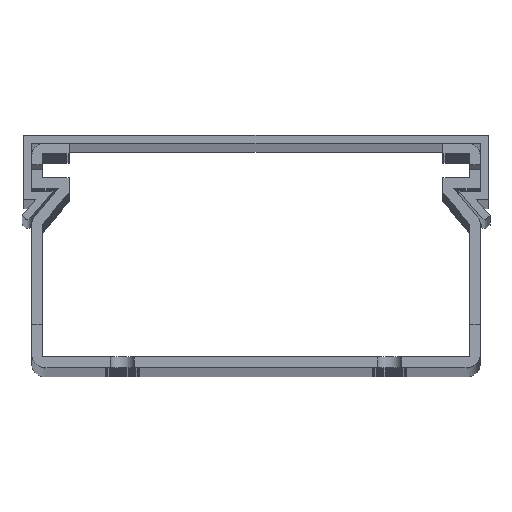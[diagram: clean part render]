
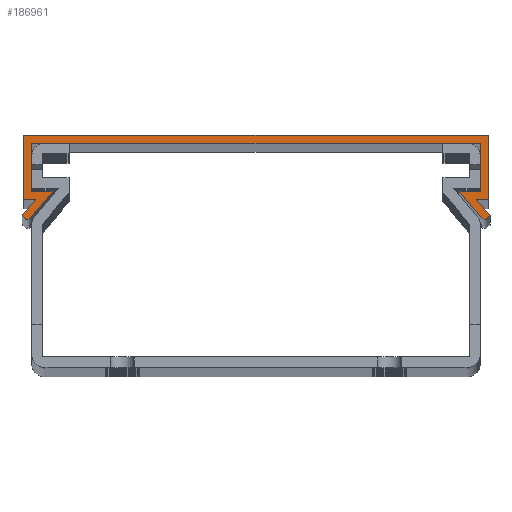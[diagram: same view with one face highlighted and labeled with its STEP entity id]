
A CAD part, top view. The second image highlights one B-rep face of the part: STEP entity #186961.
In plain terms, the highlighted planar face has unit normal (0, 0, 1).
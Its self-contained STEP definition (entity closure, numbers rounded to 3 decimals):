
#738 = VERTEX_POINT ( 'NONE', #14411 ) ;
#940 = VERTEX_POINT ( 'NONE', #54573 ) ;
#1140 = ORIENTED_EDGE ( 'NONE', *, *, #164768, .T. ) ;
#1774 = CARTESIAN_POINT ( 'NONE',  ( 0., 0., 1000. ) ) ;
#2724 = DIRECTION ( 'NONE',  ( -1., 0., 0. ) ) ;
#3076 = VECTOR ( 'NONE', #35482, 1000. ) ;
#3618 = ORIENTED_EDGE ( 'NONE', *, *, #17214, .F. ) ;
#4334 = LINE ( 'NONE', #62990, #181610 ) ;
#4350 = AXIS2_PLACEMENT_3D ( 'NONE', #56572, #83604, #170235 ) ;
#4873 = DIRECTION ( 'NONE',  ( -1., 0., 0. ) ) ;
#6553 = AXIS2_PLACEMENT_3D ( 'NONE', #169003, #51519, #123837 ) ;
#9705 = ORIENTED_EDGE ( 'NONE', *, *, #173027, .T. ) ;
#12031 = LINE ( 'NONE', #172789, #115982 ) ;
#14089 = DIRECTION ( 'NONE',  ( 0., 0., -1. ) ) ;
#14411 = CARTESIAN_POINT ( 'NONE',  ( -43.5, -12., 1000. ) ) ;
#14724 = VECTOR ( 'NONE', #134905, 1000. ) ;
#16177 = LINE ( 'NONE', #1774, #164393 ) ;
#16845 = ORIENTED_EDGE ( 'NONE', *, *, #32432, .F. ) ;
#17214 = EDGE_CURVE ( 'NONE', #157305, #149704, #12031, .T. ) ;
#18371 = LINE ( 'NONE', #77974, #19585 ) ;
#19585 = VECTOR ( 'NONE', #4873, 1000. ) ;
#21037 = CARTESIAN_POINT ( 'NONE',  ( -43.803, -15.082, 1000. ) ) ;
#21192 = CARTESIAN_POINT ( 'NONE',  ( 41.217, -12., 1000. ) ) ;
#21465 = CARTESIAN_POINT ( 'NONE',  ( 43.5, -12., 1000. ) ) ;
#22804 = LINE ( 'NONE', #155558, #174628 ) ;
#23665 = EDGE_CURVE ( 'NONE', #39007, #125127, #22804, .T. ) ;
#24107 = VERTEX_POINT ( 'NONE', #69476 ) ;
#24542 = CARTESIAN_POINT ( 'NONE',  ( -43.5, 0., 1000. ) ) ;
#29706 = VERTEX_POINT ( 'NONE', #21037 ) ;
#31538 = DIRECTION ( 'NONE',  ( 1., 0., 0. ) ) ;
#32432 = EDGE_CURVE ( 'NONE', #138366, #74873, #145342, .T. ) ;
#35482 = DIRECTION ( 'NONE',  ( 0.766, -0.643, 0. ) ) ;
#35608 = VERTEX_POINT ( 'NONE', #85992 ) ;
#37222 = EDGE_CURVE ( 'NONE', #138366, #167961, #16177, .T. ) ;
#39007 = VERTEX_POINT ( 'NONE', #63922 ) ;
#39647 = VECTOR ( 'NONE', #120984, 1000. ) ;
#49370 = EDGE_CURVE ( 'NONE', #115520, #35608, #127379, .T. ) ;
#51519 = DIRECTION ( 'NONE',  ( 0., 0., 1. ) ) ;
#52590 = CARTESIAN_POINT ( 'NONE',  ( -42., -10.5, 1000. ) ) ;
#54573 = CARTESIAN_POINT ( 'NONE',  ( 42., -1.5, 1000. ) ) ;
#56190 = ORIENTED_EDGE ( 'NONE', *, *, #136513, .F. ) ;
#56572 = CARTESIAN_POINT ( 'NONE',  ( -42.747, -14.99, 1000. ) ) ;
#58152 = EDGE_CURVE ( 'NONE', #738, #148826, #119152, .T. ) ;
#58195 = LINE ( 'NONE', #129567, #88928 ) ;
#58347 = DIRECTION ( 'NONE',  ( -1., 0., 0. ) ) ;
#58454 = LINE ( 'NONE', #117233, #59149 ) ;
#59149 = VECTOR ( 'NONE', #106591, 1000. ) ;
#61246 = CARTESIAN_POINT ( 'NONE',  ( 42.172, -15.472, 1000. ) ) ;
#62990 = CARTESIAN_POINT ( 'NONE',  ( -42., -10.5, 1000. ) ) ;
#63819 = DIRECTION ( 'NONE',  ( -1., 0., 0. ) ) ;
#63922 = CARTESIAN_POINT ( 'NONE',  ( 38., -10.5, 1000. ) ) ;
#64997 = EDGE_CURVE ( 'NONE', #111664, #77651, #4334, .T. ) ;
#68190 = CARTESIAN_POINT ( 'NONE',  ( 43.229, -15.565, 1000. ) ) ;
#69476 = CARTESIAN_POINT ( 'NONE',  ( 42.172, -15.472, 1000. ) ) ;
#71095 = ORIENTED_EDGE ( 'NONE', *, *, #49370, .T. ) ;
#73429 = VERTEX_POINT ( 'NONE', #86185 ) ;
#74873 = VERTEX_POINT ( 'NONE', #122031 ) ;
#75154 = VECTOR ( 'NONE', #31538, 1000. ) ;
#75938 = CARTESIAN_POINT ( 'NONE',  ( -43.803, -15.082, 1000. ) ) ;
#76163 = LINE ( 'NONE', #107962, #14724 ) ;
#77651 = VERTEX_POINT ( 'NONE', #131527 ) ;
#77974 = CARTESIAN_POINT ( 'NONE',  ( -38., -10.5, 1000. ) ) ;
#82459 = VECTOR ( 'NONE', #164340, 1000. ) ;
#83604 = DIRECTION ( 'NONE',  ( 0., 0., 1. ) ) ;
#85992 = CARTESIAN_POINT ( 'NONE',  ( -42.172, -15.472, 1000. ) ) ;
#86185 = CARTESIAN_POINT ( 'NONE',  ( 41.217, -12., 1000. ) ) ;
#87561 = CARTESIAN_POINT ( 'NONE',  ( 43.5, 0., 1000. ) ) ;
#87895 = EDGE_CURVE ( 'NONE', #29706, #115520, #104911, .T. ) ;
#88020 = ORIENTED_EDGE ( 'NONE', *, *, #145444, .T. ) ;
#88261 = LINE ( 'NONE', #61246, #182214 ) ;
#88928 = VECTOR ( 'NONE', #130487, 1000. ) ;
#89260 = FACE_OUTER_BOUND ( 'NONE', #149440, .T. ) ;
#102297 = ORIENTED_EDGE ( 'NONE', *, *, #64997, .T. ) ;
#103906 = CARTESIAN_POINT ( 'NONE',  ( -38., -10.5, 1000. ) ) ;
#104911 = LINE ( 'NONE', #75938, #3076 ) ;
#105307 = CARTESIAN_POINT ( 'NONE',  ( 43.5, 0., 1000. ) ) ;
#106591 = DIRECTION ( 'NONE',  ( 1., 0., 0. ) ) ;
#107910 = ORIENTED_EDGE ( 'NONE', *, *, #37222, .T. ) ;
#107962 = CARTESIAN_POINT ( 'NONE',  ( -43.5, 0., 1000. ) ) ;
#108077 = ORIENTED_EDGE ( 'NONE', *, *, #174640, .F. ) ;
#110210 = DIRECTION ( 'NONE',  ( 0., 1., 0. ) ) ;
#111664 = VERTEX_POINT ( 'NONE', #52590 ) ;
#113192 = DIRECTION ( 'NONE',  ( -0.766, -0.643, 0. ) ) ;
#114002 = EDGE_CURVE ( 'NONE', #35608, #188976, #119094, .T. ) ;
#115520 = VERTEX_POINT ( 'NONE', #122563 ) ;
#115982 = VECTOR ( 'NONE', #113192, 1000. ) ;
#116140 = VECTOR ( 'NONE', #189615, 1000. ) ;
#116246 = VECTOR ( 'NONE', #182865, 1000. ) ;
#117182 = DIRECTION ( 'NONE',  ( -0.643, 0.766, 0. ) ) ;
#117233 = CARTESIAN_POINT ( 'NONE',  ( -42., -1.5, 1000. ) ) ;
#117744 = EDGE_CURVE ( 'NONE', #73429, #157305, #183816, .T. ) ;
#118209 = CARTESIAN_POINT ( 'NONE',  ( -41.217, -12., 1000. ) ) ;
#119094 = LINE ( 'NONE', #177770, #39647 ) ;
#119152 = LINE ( 'NONE', #149824, #75154 ) ;
#120984 = DIRECTION ( 'NONE',  ( 0.643, 0.766, 0. ) ) ;
#122031 = CARTESIAN_POINT ( 'NONE',  ( 43.5, -12., 1000. ) ) ;
#122563 = CARTESIAN_POINT ( 'NONE',  ( -43.229, -15.565, 1000. ) ) ;
#123140 = CARTESIAN_POINT ( 'NONE',  ( -41.217, -12., 1000. ) ) ;
#123837 = DIRECTION ( 'NONE',  ( 1., 0., 0. ) ) ;
#125127 = VERTEX_POINT ( 'NONE', #181531 ) ;
#127379 = CIRCLE ( 'NONE', #4350, 0.75 ) ;
#129567 = CARTESIAN_POINT ( 'NONE',  ( 42., -10.5, 1000. ) ) ;
#130487 = DIRECTION ( 'NONE',  ( 0., 1., 0. ) ) ;
#131527 = CARTESIAN_POINT ( 'NONE',  ( -42., -1.5, 1000. ) ) ;
#132663 = ORIENTED_EDGE ( 'NONE', *, *, #23665, .F. ) ;
#134787 = VECTOR ( 'NONE', #63819, 1000. ) ;
#134905 = DIRECTION ( 'NONE',  ( 0., -1., 0. ) ) ;
#134980 = CIRCLE ( 'NONE', #190327, 0.75 ) ;
#136513 = EDGE_CURVE ( 'NONE', #24107, #39007, #88261, .T. ) ;
#138366 = VERTEX_POINT ( 'NONE', #105307 ) ;
#140869 = ORIENTED_EDGE ( 'NONE', *, *, #87895, .T. ) ;
#141131 = DIRECTION ( 'NONE',  ( 1., 0., 0. ) ) ;
#145342 = LINE ( 'NONE', #87561, #116140 ) ;
#145444 = EDGE_CURVE ( 'NONE', #77651, #940, #58454, .T. ) ;
#146929 = CARTESIAN_POINT ( 'NONE',  ( 42.747, -14.99, 1000. ) ) ;
#147278 = ORIENTED_EDGE ( 'NONE', *, *, #58152, .T. ) ;
#148826 = VERTEX_POINT ( 'NONE', #123140 ) ;
#149440 = EDGE_LOOP ( 'NONE', ( #88020, #108077, #132663, #56190, #175998, #3618, #150065, #174601, #16845, #107910, #9705, #147278, #179818, #140869, #71095, #162971, #1140, #102297 ) ) ;
#149704 = VERTEX_POINT ( 'NONE', #68190 ) ;
#149824 = CARTESIAN_POINT ( 'NONE',  ( -43.5, -12., 1000. ) ) ;
#150065 = ORIENTED_EDGE ( 'NONE', *, *, #117744, .F. ) ;
#153234 = LINE ( 'NONE', #21465, #134787 ) ;
#155558 = CARTESIAN_POINT ( 'NONE',  ( 38., -10.5, 1000. ) ) ;
#157305 = VERTEX_POINT ( 'NONE', #164479 ) ;
#159248 = EDGE_CURVE ( 'NONE', #74873, #73429, #153234, .T. ) ;
#160493 = PLANE ( 'NONE',  #6553 ) ;
#162971 = ORIENTED_EDGE ( 'NONE', *, *, #114002, .T. ) ;
#164340 = DIRECTION ( 'NONE',  ( -0.643, -0.766, 0. ) ) ;
#164393 = VECTOR ( 'NONE', #2724, 1000. ) ;
#164479 = CARTESIAN_POINT ( 'NONE',  ( 43.803, -15.082, 1000. ) ) ;
#164768 = EDGE_CURVE ( 'NONE', #188976, #111664, #18371, .T. ) ;
#167961 = VERTEX_POINT ( 'NONE', #24542 ) ;
#169003 = CARTESIAN_POINT ( 'NONE',  ( -42.747, -14.99, 1000. ) ) ;
#170235 = DIRECTION ( 'NONE',  ( 1., 0., 0. ) ) ;
#170522 = EDGE_CURVE ( 'NONE', #149704, #24107, #134980, .T. ) ;
#172789 = CARTESIAN_POINT ( 'NONE',  ( 43.803, -15.082, 1000. ) ) ;
#173027 = EDGE_CURVE ( 'NONE', #167961, #738, #76163, .T. ) ;
#174601 = ORIENTED_EDGE ( 'NONE', *, *, #159248, .F. ) ;
#174628 = VECTOR ( 'NONE', #141131, 1000. ) ;
#174640 = EDGE_CURVE ( 'NONE', #125127, #940, #58195, .T. ) ;
#175998 = ORIENTED_EDGE ( 'NONE', *, *, #170522, .F. ) ;
#176878 = LINE ( 'NONE', #118209, #82459 ) ;
#177770 = CARTESIAN_POINT ( 'NONE',  ( -42.172, -15.472, 1000. ) ) ;
#179818 = ORIENTED_EDGE ( 'NONE', *, *, #180466, .T. ) ;
#180466 = EDGE_CURVE ( 'NONE', #148826, #29706, #176878, .T. ) ;
#181531 = CARTESIAN_POINT ( 'NONE',  ( 42., -10.5, 1000. ) ) ;
#181610 = VECTOR ( 'NONE', #110210, 1000. ) ;
#182214 = VECTOR ( 'NONE', #117182, 1000. ) ;
#182865 = DIRECTION ( 'NONE',  ( 0.643, -0.766, 0. ) ) ;
#183816 = LINE ( 'NONE', #21192, #116246 ) ;
#186961 = ADVANCED_FACE ( 'NONE', ( #89260 ), #160493, .T. ) ;
#188976 = VERTEX_POINT ( 'NONE', #103906 ) ;
#189615 = DIRECTION ( 'NONE',  ( 0., -1., 0. ) ) ;
#190327 = AXIS2_PLACEMENT_3D ( 'NONE', #146929, #14089, #58347 ) ;
